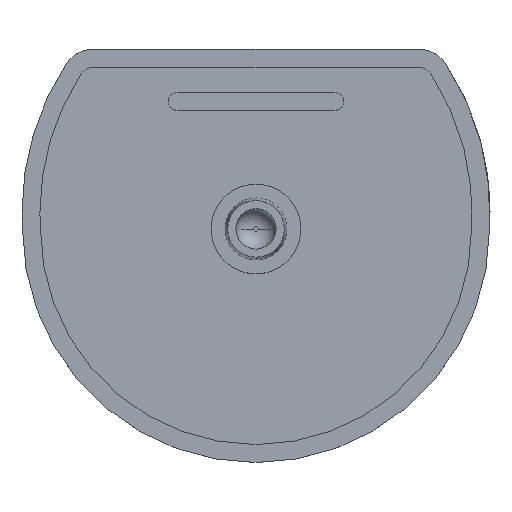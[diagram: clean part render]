
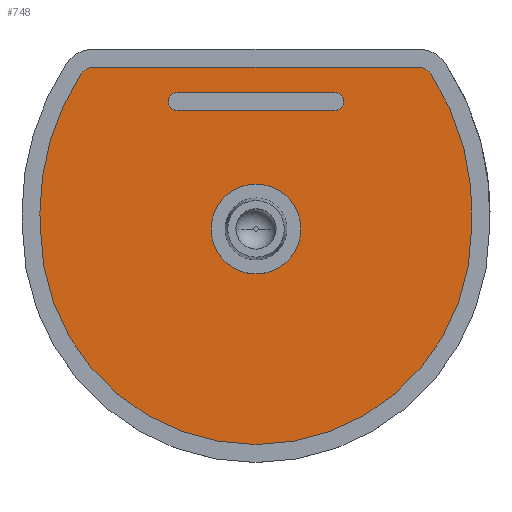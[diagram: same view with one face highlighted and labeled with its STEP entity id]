
A CAD part, top view. The second image highlights one B-rep face of the part: STEP entity #748.
In plain terms, the highlighted planar face has unit normal (0, 0, 1).
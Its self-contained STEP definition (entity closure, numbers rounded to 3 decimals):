
#10 = ORIENTED_EDGE ( 'NONE', *, *, #1475, .T. ) ;
#31 = LINE ( 'NONE', #38, #351 ) ;
#34 = EDGE_CURVE ( 'NONE', #916, #171, #1604, .T. ) ;
#38 = CARTESIAN_POINT ( 'NONE',  ( 18.189, 18., -2. ) ) ;
#45 = CIRCLE ( 'NONE', #305, 1.5 ) ;
#67 = CARTESIAN_POINT ( 'NONE',  ( 0., -5., -2. ) ) ;
#100 = VERTEX_POINT ( 'NONE', #286 ) ;
#102 = DIRECTION ( 'NONE',  ( 0., 0., 1. ) ) ;
#103 = DIRECTION ( 'NONE',  ( 0., 0., -1. ) ) ;
#121 = AXIS2_PLACEMENT_3D ( 'NONE', #1466, #103, #1745 ) ;
#158 = EDGE_LOOP ( 'NONE', ( #1725, #583, #398, #1424, #1256 ) ) ;
#166 = EDGE_LOOP ( 'NONE', ( #779, #1164, #493, #283, #558, #1237, #784, #1668, #10 ) ) ;
#167 = CARTESIAN_POINT ( 'NONE',  ( 8.75, 14.2, -2. ) ) ;
#171 = VERTEX_POINT ( 'NONE', #1098 ) ;
#181 = CARTESIAN_POINT ( 'NONE',  ( -8.75, 15.2, -2. ) ) ;
#182 = FACE_OUTER_BOUND ( 'NONE', #166, .T. ) ;
#190 = CARTESIAN_POINT ( 'NONE',  ( 24., 0., -2. ) ) ;
#192 = EDGE_CURVE ( 'NONE', #274, #100, #968, .T. ) ;
#227 = DIRECTION ( 'NONE',  ( 0., 0., 1. ) ) ;
#234 = CIRCLE ( 'NONE', #1081, 24. ) ;
#236 = CARTESIAN_POINT ( 'NONE',  ( 0., 0., -2. ) ) ;
#240 = VECTOR ( 'NONE', #1025, 1000. ) ;
#246 = VERTEX_POINT ( 'NONE', #67 ) ;
#264 = DIRECTION ( 'NONE',  ( 0., 0., 1. ) ) ;
#274 = VERTEX_POINT ( 'NONE', #181 ) ;
#283 = ORIENTED_EDGE ( 'NONE', *, *, #678, .T. ) ;
#286 = CARTESIAN_POINT ( 'NONE',  ( 8.75, 15.2, -2. ) ) ;
#294 = DIRECTION ( 'NONE',  ( 1., 0., 0. ) ) ;
#305 = AXIS2_PLACEMENT_3D ( 'NONE', #942, #384, #1213 ) ;
#306 = VERTEX_POINT ( 'NONE', #190 ) ;
#339 = DIRECTION ( 'NONE',  ( 0., 0., 1. ) ) ;
#350 = CIRCLE ( 'NONE', #1538, 24. ) ;
#351 = VECTOR ( 'NONE', #897, 1000. ) ;
#364 = EDGE_CURVE ( 'NONE', #100, #1159, #513, .T. ) ;
#368 = VERTEX_POINT ( 'NONE', #1250 ) ;
#372 = EDGE_CURVE ( 'NONE', #671, #630, #31, .T. ) ;
#384 = DIRECTION ( 'NONE',  ( 0., 0., 1. ) ) ;
#397 = EDGE_CURVE ( 'NONE', #246, #368, #1655, .T. ) ;
#398 = ORIENTED_EDGE ( 'NONE', *, *, #1297, .T. ) ;
#428 = VERTEX_POINT ( 'NONE', #1609 ) ;
#443 = VERTEX_POINT ( 'NONE', #497 ) ;
#468 = DIRECTION ( 'NONE',  ( 1., 0., 0. ) ) ;
#479 = CARTESIAN_POINT ( 'NONE',  ( 8.75, 14.2, -2. ) ) ;
#493 = ORIENTED_EDGE ( 'NONE', *, *, #521, .T. ) ;
#497 = CARTESIAN_POINT ( 'NONE',  ( 19.441, 17.325, -2. ) ) ;
#513 = CIRCLE ( 'NONE', #740, 1. ) ;
#521 = EDGE_CURVE ( 'NONE', #306, #1497, #234, .T. ) ;
#558 = ORIENTED_EDGE ( 'NONE', *, *, #1681, .T. ) ;
#571 = AXIS2_PLACEMENT_3D ( 'NONE', #1154, #1442, #1273 ) ;
#579 = EDGE_CURVE ( 'NONE', #1309, #1137, #350, .T. ) ;
#583 = ORIENTED_EDGE ( 'NONE', *, *, #364, .T. ) ;
#588 = FACE_BOUND ( 'NONE', #1333, .T. ) ;
#599 = CARTESIAN_POINT ( 'NONE',  ( 0., 0., -2. ) ) ;
#600 = CIRCLE ( 'NONE', #1317, 28. ) ;
#623 = DIRECTION ( 'NONE',  ( 1., 0., 0. ) ) ;
#630 = VERTEX_POINT ( 'NONE', #1211 ) ;
#640 = DIRECTION ( 'NONE',  ( -1., 0., 0. ) ) ;
#671 = VERTEX_POINT ( 'NONE', #835 ) ;
#675 = DIRECTION ( 'NONE',  ( -1., 0., 0. ) ) ;
#678 = EDGE_CURVE ( 'NONE', #1497, #443, #1399, .T. ) ;
#680 = AXIS2_PLACEMENT_3D ( 'NONE', #879, #339, #468 ) ;
#701 = DIRECTION ( 'NONE',  ( 1., 0., 0. ) ) ;
#717 = DIRECTION ( 'NONE',  ( 0., 0., 1. ) ) ;
#732 = CARTESIAN_POINT ( 'NONE',  ( 3.94, 1.92, -2. ) ) ;
#740 = AXIS2_PLACEMENT_3D ( 'NONE', #167, #1672, #701 ) ;
#743 = DIRECTION ( 'NONE',  ( 0., -1., 0. ) ) ;
#744 = CIRCLE ( 'NONE', #1459, 1. ) ;
#748 = ADVANCED_FACE ( 'NONE', ( #588, #1526, #182 ), #851, .T. ) ;
#771 = ORIENTED_EDGE ( 'NONE', *, *, #1262, .T. ) ;
#779 = ORIENTED_EDGE ( 'NONE', *, *, #579, .T. ) ;
#784 = ORIENTED_EDGE ( 'NONE', *, *, #1408, .T. ) ;
#793 = CIRCLE ( 'NONE', #1330, 1.5 ) ;
#807 = AXIS2_PLACEMENT_3D ( 'NONE', #1375, #964, #675 ) ;
#810 = CIRCLE ( 'NONE', #920, 24. ) ;
#835 = CARTESIAN_POINT ( 'NONE',  ( 18.189, 18., -2. ) ) ;
#851 = PLANE ( 'NONE',  #680 ) ;
#861 = CIRCLE ( 'NONE', #571, 1. ) ;
#872 = DIRECTION ( 'NONE',  ( 0., 0., 1. ) ) ;
#873 = DIRECTION ( 'NONE',  ( 0., 0., 1. ) ) ;
#879 = CARTESIAN_POINT ( 'NONE',  ( 0., -0.043, -2. ) ) ;
#897 = DIRECTION ( 'NONE',  ( -1., 0., 0. ) ) ;
#916 = VERTEX_POINT ( 'NONE', #1388 ) ;
#920 = AXIS2_PLACEMENT_3D ( 'NONE', #599, #873, #1292 ) ;
#942 = CARTESIAN_POINT ( 'NONE',  ( 18.189, 16.5, -2. ) ) ;
#960 = CIRCLE ( 'NONE', #1554, 28. ) ;
#964 = DIRECTION ( 'NONE',  ( 0., 0., 1. ) ) ;
#968 = LINE ( 'NONE', #1351, #1115 ) ;
#1025 = DIRECTION ( 'NONE',  ( -1., 0., 0. ) ) ;
#1026 = CARTESIAN_POINT ( 'NONE',  ( 0., 0., -2. ) ) ;
#1068 = EDGE_CURVE ( 'NONE', #1147, #428, #600, .T. ) ;
#1081 = AXIS2_PLACEMENT_3D ( 'NONE', #1445, #227, #1430 ) ;
#1098 = CARTESIAN_POINT ( 'NONE',  ( -8.75, 13.2, -2. ) ) ;
#1108 = CARTESIAN_POINT ( 'NONE',  ( 9.75, 14.2, -2. ) ) ;
#1115 = VECTOR ( 'NONE', #294, 1000. ) ;
#1137 = VERTEX_POINT ( 'NONE', #1245 ) ;
#1147 = VERTEX_POINT ( 'NONE', #1398 ) ;
#1154 = CARTESIAN_POINT ( 'NONE',  ( -8.75, 14.2, -2. ) ) ;
#1159 = VERTEX_POINT ( 'NONE', #1108 ) ;
#1164 = ORIENTED_EDGE ( 'NONE', *, *, #1271, .T. ) ;
#1177 = ORIENTED_EDGE ( 'NONE', *, *, #397, .T. ) ;
#1211 = CARTESIAN_POINT ( 'NONE',  ( -18.189, 18., -2. ) ) ;
#1213 = DIRECTION ( 'NONE',  ( -1., 0., 0. ) ) ;
#1220 = EDGE_CURVE ( 'NONE', #171, #274, #861, .T. ) ;
#1237 = ORIENTED_EDGE ( 'NONE', *, *, #372, .T. ) ;
#1245 = CARTESIAN_POINT ( 'NONE',  ( -24., 0., -2. ) ) ;
#1250 = CARTESIAN_POINT ( 'NONE',  ( 0., 5., -2. ) ) ;
#1256 = ORIENTED_EDGE ( 'NONE', *, *, #1220, .T. ) ;
#1260 = DIRECTION ( 'NONE',  ( -1., 0., 0. ) ) ;
#1262 = EDGE_CURVE ( 'NONE', #368, #246, #1658, .T. ) ;
#1263 = DIRECTION ( 'NONE',  ( -1., 0., 0. ) ) ;
#1271 = EDGE_CURVE ( 'NONE', #1137, #306, #810, .T. ) ;
#1273 = DIRECTION ( 'NONE',  ( 1., 0., 0. ) ) ;
#1292 = DIRECTION ( 'NONE',  ( -1., 0., 0. ) ) ;
#1297 = EDGE_CURVE ( 'NONE', #1159, #916, #744, .T. ) ;
#1300 = CARTESIAN_POINT ( 'NONE',  ( 24., 0.086, -2. ) ) ;
#1308 = DIRECTION ( 'NONE',  ( 0., 0., -1. ) ) ;
#1309 = VERTEX_POINT ( 'NONE', #1411 ) ;
#1317 = AXIS2_PLACEMENT_3D ( 'NONE', #1353, #264, #1344 ) ;
#1330 = AXIS2_PLACEMENT_3D ( 'NONE', #1443, #717, #1263 ) ;
#1333 = EDGE_LOOP ( 'NONE', ( #1177, #771 ) ) ;
#1344 = DIRECTION ( 'NONE',  ( -1., 0., 0. ) ) ;
#1351 = CARTESIAN_POINT ( 'NONE',  ( 0., 15.2, -2. ) ) ;
#1353 = CARTESIAN_POINT ( 'NONE',  ( 3.94, 1.92, -2. ) ) ;
#1375 = CARTESIAN_POINT ( 'NONE',  ( -3.94, 1.92, -2. ) ) ;
#1388 = CARTESIAN_POINT ( 'NONE',  ( 8.75, 13.2, -2. ) ) ;
#1398 = CARTESIAN_POINT ( 'NONE',  ( -19.441, 17.325, -2. ) ) ;
#1399 = CIRCLE ( 'NONE', #807, 28. ) ;
#1408 = EDGE_CURVE ( 'NONE', #630, #1147, #793, .T. ) ;
#1411 = CARTESIAN_POINT ( 'NONE',  ( -24., 0.086, -2. ) ) ;
#1424 = ORIENTED_EDGE ( 'NONE', *, *, #34, .T. ) ;
#1430 = DIRECTION ( 'NONE',  ( -1., 0., 0. ) ) ;
#1442 = DIRECTION ( 'NONE',  ( 0., 0., -1. ) ) ;
#1443 = CARTESIAN_POINT ( 'NONE',  ( -18.189, 16.5, -2. ) ) ;
#1445 = CARTESIAN_POINT ( 'NONE',  ( 0., 0., -2. ) ) ;
#1459 = AXIS2_PLACEMENT_3D ( 'NONE', #479, #1308, #623 ) ;
#1466 = CARTESIAN_POINT ( 'NONE',  ( 0., 0., -2. ) ) ;
#1469 = CARTESIAN_POINT ( 'NONE',  ( 0., 13.2, -2. ) ) ;
#1475 = EDGE_CURVE ( 'NONE', #428, #1309, #960, .T. ) ;
#1497 = VERTEX_POINT ( 'NONE', #1300 ) ;
#1526 = FACE_BOUND ( 'NONE', #158, .T. ) ;
#1538 = AXIS2_PLACEMENT_3D ( 'NONE', #236, #102, #640 ) ;
#1554 = AXIS2_PLACEMENT_3D ( 'NONE', #732, #872, #1260 ) ;
#1574 = AXIS2_PLACEMENT_3D ( 'NONE', #1026, #1576, #743 ) ;
#1576 = DIRECTION ( 'NONE',  ( 0., 0., -1. ) ) ;
#1604 = LINE ( 'NONE', #1469, #240 ) ;
#1609 = CARTESIAN_POINT ( 'NONE',  ( -24.06, 1.92, -2. ) ) ;
#1655 = CIRCLE ( 'NONE', #121, 5. ) ;
#1658 = CIRCLE ( 'NONE', #1574, 5. ) ;
#1668 = ORIENTED_EDGE ( 'NONE', *, *, #1068, .T. ) ;
#1672 = DIRECTION ( 'NONE',  ( 0., 0., -1. ) ) ;
#1681 = EDGE_CURVE ( 'NONE', #443, #671, #45, .T. ) ;
#1725 = ORIENTED_EDGE ( 'NONE', *, *, #192, .T. ) ;
#1745 = DIRECTION ( 'NONE',  ( 0., -1., 0. ) ) ;
